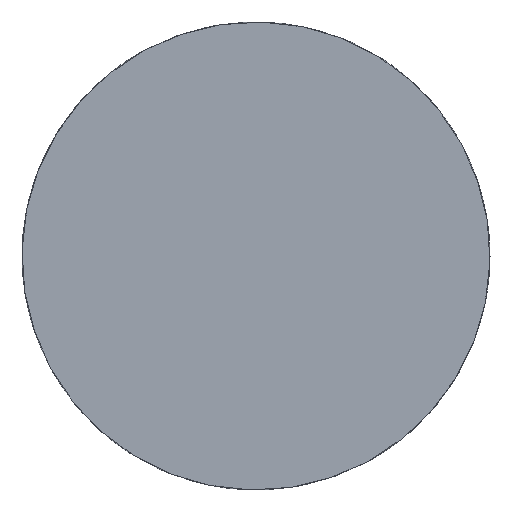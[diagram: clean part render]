
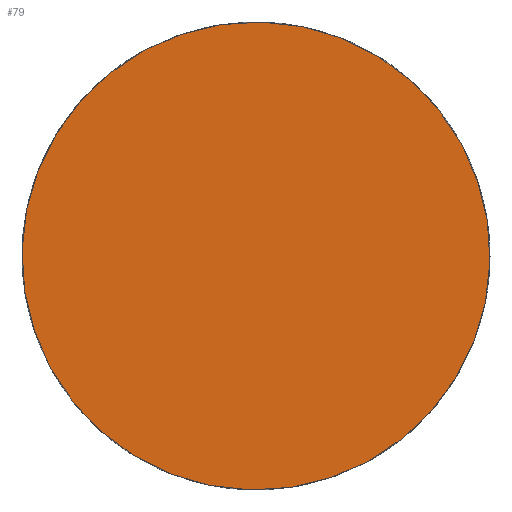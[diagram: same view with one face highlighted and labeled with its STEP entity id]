
A CAD part, left-side view. The second image highlights one B-rep face of the part: STEP entity #79.
In plain terms, the highlighted planar face has unit normal (-1, 0, 0).
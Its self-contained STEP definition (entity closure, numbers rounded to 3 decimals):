
#56=CARTESIAN_POINT('Axis2P3D Location',(-41.419,-27.748,124.264)) ;
#61=CARTESIAN_POINT('Axis2P3D Location',(-41.419,-27.748,119.514)) ;
#65=CARTESIAN_POINT('Vertex',(-41.419,-25.471,123.683)) ;
#67=CARTESIAN_POINT('Vertex',(-41.419,-30.025,115.345)) ;
#70=CARTESIAN_POINT('Axis2P3D Location',(-41.419,-27.748,119.514)) ;
#57=DIRECTION('Axis2P3D Direction',(-1.,0.,0.)) ;
#58=DIRECTION('Axis2P3D XDirection',(0.,1.,0.)) ;
#62=DIRECTION('Axis2P3D Direction',(-1.,0.,0.)) ;
#71=DIRECTION('Axis2P3D Direction',(-1.,0.,0.)) ;
#59=AXIS2_PLACEMENT_3D('Plane Axis2P3D',#56,#57,#58) ;
#63=AXIS2_PLACEMENT_3D('Circle Axis2P3D',#61,#62,$) ;
#72=AXIS2_PLACEMENT_3D('Circle Axis2P3D',#70,#71,$) ;
#76=ORIENTED_EDGE('',*,*,#69,.T.) ;
#77=ORIENTED_EDGE('',*,*,#74,.T.) ;
#79=ADVANCED_FACE('Body.3',(#78),#60,.T.) ;
#64=CIRCLE('generated circle',#63,4.75) ;
#73=CIRCLE('generated circle',#72,4.75) ;
#69=EDGE_CURVE('',#66,#68,#64,.T.) ;
#74=EDGE_CURVE('',#68,#66,#73,.T.) ;
#75=EDGE_LOOP('',(#76,#77)) ;
#78=FACE_OUTER_BOUND('',#75,.T.) ;
#60=PLANE('',#59) ;
#66=VERTEX_POINT('',#65) ;
#68=VERTEX_POINT('',#67) ;
